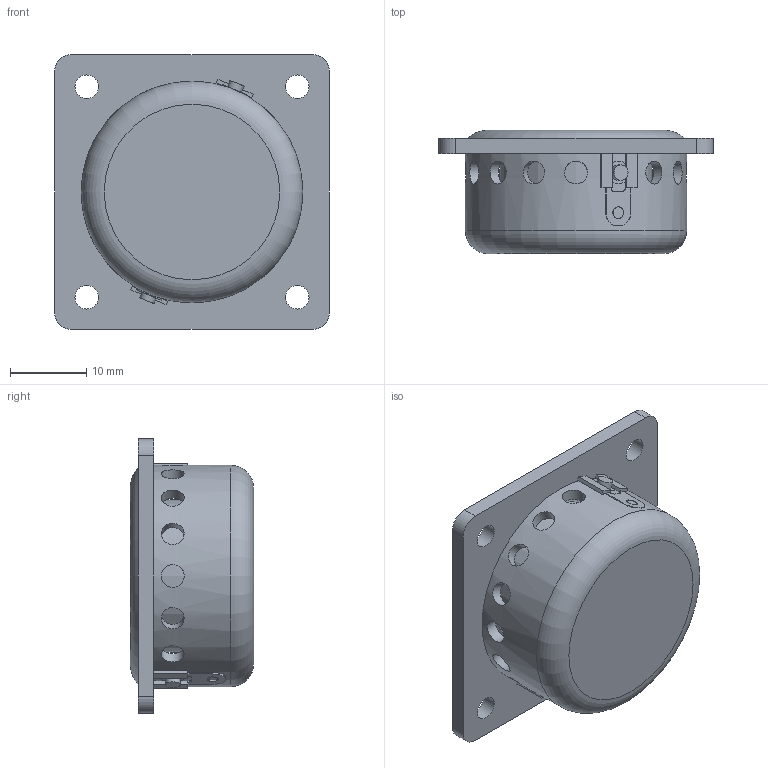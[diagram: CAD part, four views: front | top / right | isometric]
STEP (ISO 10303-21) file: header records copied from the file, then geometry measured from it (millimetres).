
FILE_DESCRIPTION(/* description */ (''),/* implementation_level */ '2;1');
FILE_NAME(/* name */ 'AS03608AS-R.stp',/* time_stamp */ '2018-10-29T11:13:46-04:00',/* author */ ('vandenbroek'),/* organization */ (''),/* preprocessor_version */ 'ST-DEVELOPER v16.1',/* originating_system */ 'Autodesk Inventor 2016',/* authorisation */ '');
FILE_SCHEMA (('AUTOMOTIVE_DESIGN { 1 0 10303 214 3 1 1 }'));
Length unit declared in the file: millimetre
Products named in the file (1): AS03608AS-R
Bounding box: 36 x 16.15 x 36 mm (x, y, z)
Volume: 5857.5 mm3; surface area: 8833.6 mm2
Topology: 12 solids, 12 shells, 128 faces, 314 edges, 214 vertices
Faces by surface type: plane 74, cylinder 44, torus 5, bspline 3, cone 2
Full cylindrical faces by diameter (mm): 1.5 x2, 2 x2, 3 x16, 3.1 x4, 18 x1, 19 x1, 20 x1, 26 x1, 28.5 x1, 29 x1, 31 x1, 32 x1
Entity records: 4683 total; most frequent: CARTESIAN_POINT 1708, DIRECTION 534, ORIENTED_EDGE 496, EDGE_CURVE 248, EDGE_LOOP 219, AXIS2_PLACEMENT_3D 195, VERTEX_POINT 191, LINE 144
